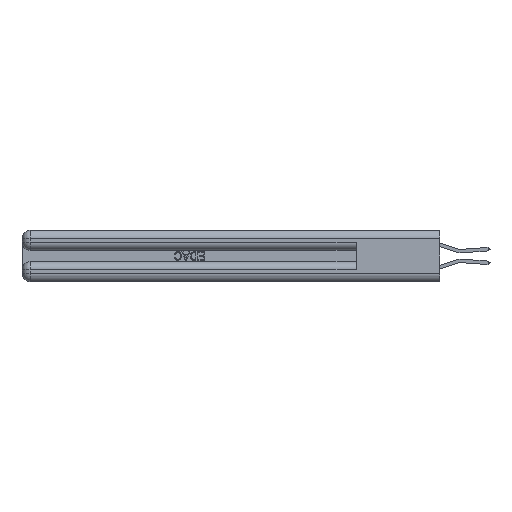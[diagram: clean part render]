
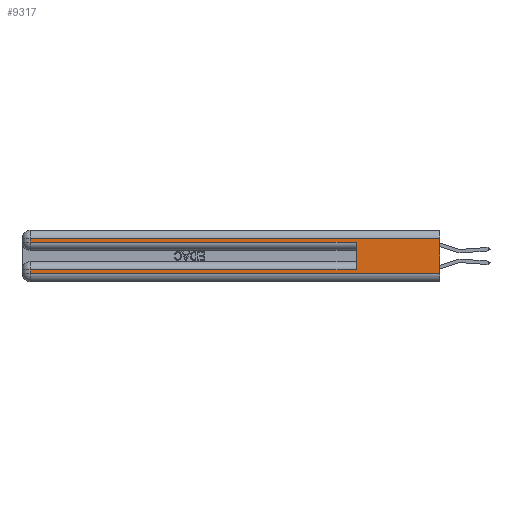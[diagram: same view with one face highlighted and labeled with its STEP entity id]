
A CAD part, left-side view. The second image highlights one B-rep face of the part: STEP entity #9317.
In plain terms, the highlighted planar face has unit normal (-1, 0, 0).
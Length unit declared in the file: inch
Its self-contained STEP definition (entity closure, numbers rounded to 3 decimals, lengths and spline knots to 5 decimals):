
#890 = VERTEX_POINT ( 'NONE', #6185 ) ;
#1144 = CARTESIAN_POINT ( 'NONE',  ( 0., 0.6, 0.285 ) ) ;
#2322 = VECTOR ( 'NONE', #18568, 39.37008 ) ;
#3387 = VECTOR ( 'NONE', #13230, 39.37008 ) ;
#4328 = VERTEX_POINT ( 'NONE', #21501 ) ;
#4530 = LINE ( 'NONE', #5027, #34596 ) ;
#5027 = CARTESIAN_POINT ( 'NONE',  ( 0., 2.94, 0.37 ) ) ;
#5525 = EDGE_LOOP ( 'NONE', ( #32890, #28987, #39002, #9109, #9787, #29066, #18099, #16076 ) ) ;
#5663 = CARTESIAN_POINT ( 'NONE',  ( 0., 0., 0.37 ) ) ;
#6132 = VECTOR ( 'NONE', #8271, 39.37008 ) ;
#6185 = CARTESIAN_POINT ( 'NONE',  ( 0., 0., 0.31 ) ) ;
#8041 = CARTESIAN_POINT ( 'NONE',  ( 0., 2.94, 0.06 ) ) ;
#8271 = DIRECTION ( 'NONE',  ( 0., 1., 0. ) ) ;
#9072 = VERTEX_POINT ( 'NONE', #8041 ) ;
#9109 = ORIENTED_EDGE ( 'NONE', *, *, #23041, .T. ) ;
#9317 = ADVANCED_FACE ( 'NONE', ( #32069 ), #24311, .F. ) ;
#9787 = ORIENTED_EDGE ( 'NONE', *, *, #36096, .F. ) ;
#10414 = EDGE_CURVE ( 'NONE', #19739, #9072, #24328, .T. ) ;
#10738 = VERTEX_POINT ( 'NONE', #16704 ) ;
#11859 = DIRECTION ( 'NONE',  ( 0., -1., 0. ) ) ;
#13230 = DIRECTION ( 'NONE',  ( 0., 0., 1. ) ) ;
#13401 = CARTESIAN_POINT ( 'NONE',  ( 0., 0., 0.31 ) ) ;
#14067 = EDGE_CURVE ( 'NONE', #4328, #33222, #4530, .T. ) ;
#15498 = CARTESIAN_POINT ( 'NONE',  ( 0., 0.6, 0.085 ) ) ;
#15786 = CARTESIAN_POINT ( 'NONE',  ( 0., 2.94, 0.37 ) ) ;
#16076 = ORIENTED_EDGE ( 'NONE', *, *, #24437, .T. ) ;
#16091 = CARTESIAN_POINT ( 'NONE',  ( 0., 0., 0.285 ) ) ;
#16704 = CARTESIAN_POINT ( 'NONE',  ( 0., 0., 0.06 ) ) ;
#17931 = CARTESIAN_POINT ( 'NONE',  ( 0., 0., 0.085 ) ) ;
#18099 = ORIENTED_EDGE ( 'NONE', *, *, #10414, .T. ) ;
#18568 = DIRECTION ( 'NONE',  ( 0., 0., -1. ) ) ;
#19739 = VERTEX_POINT ( 'NONE', #40027 ) ;
#21136 = VECTOR ( 'NONE', #26004, 39.37008 ) ;
#21501 = CARTESIAN_POINT ( 'NONE',  ( 0., 2.94, 0.31 ) ) ;
#22606 = DIRECTION ( 'NONE',  ( 0., 1., 0. ) ) ;
#23041 = EDGE_CURVE ( 'NONE', #33222, #27795, #36638, .T. ) ;
#23795 = DIRECTION ( 'NONE',  ( 0., 0., -1. ) ) ;
#24311 = PLANE ( 'NONE',  #32393 ) ;
#24328 = LINE ( 'NONE', #15786, #32532 ) ;
#24437 = EDGE_CURVE ( 'NONE', #9072, #10738, #29739, .T. ) ;
#26004 = DIRECTION ( 'NONE',  ( 0., -1., 0. ) ) ;
#27736 = VECTOR ( 'NONE', #22606, 39.37008 ) ;
#27795 = VERTEX_POINT ( 'NONE', #1144 ) ;
#28707 = VECTOR ( 'NONE', #11859, 39.37008 ) ;
#28818 = CARTESIAN_POINT ( 'NONE',  ( 0., 0.6, 0.145 ) ) ;
#28987 = ORIENTED_EDGE ( 'NONE', *, *, #33629, .T. ) ;
#29066 = ORIENTED_EDGE ( 'NONE', *, *, #39098, .T. ) ;
#29710 = LINE ( 'NONE', #13401, #27736 ) ;
#29739 = LINE ( 'NONE', #35870, #28707 ) ;
#31676 = VERTEX_POINT ( 'NONE', #15498 ) ;
#32069 = FACE_OUTER_BOUND ( 'NONE', #5525, .T. ) ;
#32393 = AXIS2_PLACEMENT_3D ( 'NONE', #5663, #33378, #37412 ) ;
#32532 = VECTOR ( 'NONE', #38432, 39.37008 ) ;
#32890 = ORIENTED_EDGE ( 'NONE', *, *, #37915, .F. ) ;
#33222 = VERTEX_POINT ( 'NONE', #39118 ) ;
#33378 = DIRECTION ( 'NONE',  ( 1., 0., 0. ) ) ;
#33629 = EDGE_CURVE ( 'NONE', #890, #4328, #29710, .T. ) ;
#33987 = CARTESIAN_POINT ( 'NONE',  ( 0., 0., 0.37 ) ) ;
#34596 = VECTOR ( 'NONE', #23795, 39.37008 ) ;
#35791 = LINE ( 'NONE', #33987, #2322 ) ;
#35870 = CARTESIAN_POINT ( 'NONE',  ( 0., 0., 0.06 ) ) ;
#36096 = EDGE_CURVE ( 'NONE', #31676, #27795, #37411, .T. ) ;
#36638 = LINE ( 'NONE', #16091, #21136 ) ;
#37411 = LINE ( 'NONE', #28818, #3387 ) ;
#37412 = DIRECTION ( 'NONE',  ( 0., 0., -1. ) ) ;
#37667 = LINE ( 'NONE', #17931, #6132 ) ;
#37915 = EDGE_CURVE ( 'NONE', #890, #10738, #35791, .T. ) ;
#38432 = DIRECTION ( 'NONE',  ( 0., 0., -1. ) ) ;
#39002 = ORIENTED_EDGE ( 'NONE', *, *, #14067, .T. ) ;
#39098 = EDGE_CURVE ( 'NONE', #31676, #19739, #37667, .T. ) ;
#39118 = CARTESIAN_POINT ( 'NONE',  ( 0., 2.94, 0.285 ) ) ;
#40027 = CARTESIAN_POINT ( 'NONE',  ( 0., 2.94, 0.085 ) ) ;
